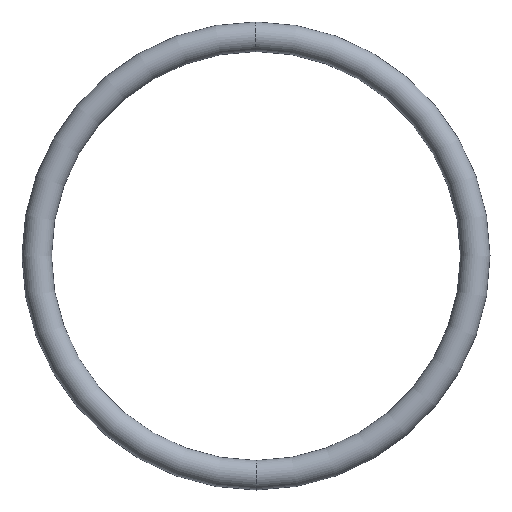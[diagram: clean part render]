
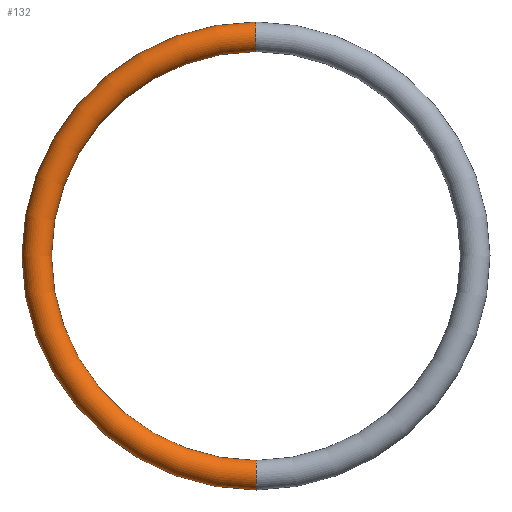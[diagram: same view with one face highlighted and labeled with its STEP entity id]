
A CAD part, left-side view. The second image highlights one B-rep face of the part: STEP entity #132.
In plain terms, the highlighted toroidal (fillet/blend) face has major radius 17.678 mm and minor radius 1.191 mm.
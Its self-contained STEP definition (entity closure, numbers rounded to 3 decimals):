
#9 = AXIS2_PLACEMENT_3D ( 'NONE', #165, #155, #71 ) ;
#12 = VERTEX_POINT ( 'NONE', #169 ) ;
#25 = VERTEX_POINT ( 'NONE', #122 ) ;
#29 = DIRECTION ( 'NONE',  ( 0., 0., -1. ) ) ;
#30 = CARTESIAN_POINT ( 'NONE',  ( 0., 0., -18.869 ) ) ;
#33 = CARTESIAN_POINT ( 'NONE',  ( 0., 0., 0. ) ) ;
#35 = CIRCLE ( 'NONE', #98, 16.488 ) ;
#39 = AXIS2_PLACEMENT_3D ( 'NONE', #190, #180, #29 ) ;
#41 = AXIS2_PLACEMENT_3D ( 'NONE', #55, #43, #59 ) ;
#43 = DIRECTION ( 'NONE',  ( 1., 0., 0. ) ) ;
#51 = CIRCLE ( 'NONE', #39, 1.191 ) ;
#55 = CARTESIAN_POINT ( 'NONE',  ( 0., 0., 0. ) ) ;
#57 = CARTESIAN_POINT ( 'NONE',  ( 0., 0., 0. ) ) ;
#59 = DIRECTION ( 'NONE',  ( 0., 0., -1. ) ) ;
#65 = CIRCLE ( 'NONE', #41, 18.869 ) ;
#66 = AXIS2_PLACEMENT_3D ( 'NONE', #57, #154, #143 ) ;
#69 = EDGE_CURVE ( 'NONE', #12, #188, #51, .T. ) ;
#71 = DIRECTION ( 'NONE',  ( 0., 0., 1. ) ) ;
#83 = EDGE_CURVE ( 'NONE', #188, #25, #65, .T. ) ;
#98 = AXIS2_PLACEMENT_3D ( 'NONE', #33, #106, #102 ) ;
#102 = DIRECTION ( 'NONE',  ( 0., 0., -1. ) ) ;
#106 = DIRECTION ( 'NONE',  ( 1., 0., 0. ) ) ;
#108 = TOROIDAL_SURFACE ( 'NONE', #66, 17.678, 1.191 ) ;
#112 = EDGE_CURVE ( 'NONE', #12, #163, #35, .T. ) ;
#122 = CARTESIAN_POINT ( 'NONE',  ( 0., 0., 18.869 ) ) ;
#123 = CARTESIAN_POINT ( 'NONE',  ( 0., 0., 16.488 ) ) ;
#126 = EDGE_CURVE ( 'NONE', #163, #25, #176, .T. ) ;
#132 = ADVANCED_FACE ( 'NONE', ( #193 ), #108, .T. ) ;
#136 = ORIENTED_EDGE ( 'NONE', *, *, #112, .T. ) ;
#143 = DIRECTION ( 'NONE',  ( 0., 0., -1. ) ) ;
#150 = EDGE_LOOP ( 'NONE', ( #187, #161, #136, #151 ) ) ;
#151 = ORIENTED_EDGE ( 'NONE', *, *, #126, .T. ) ;
#154 = DIRECTION ( 'NONE',  ( 1., 0., 0. ) ) ;
#155 = DIRECTION ( 'NONE',  ( 0., 1., 0. ) ) ;
#161 = ORIENTED_EDGE ( 'NONE', *, *, #69, .F. ) ;
#163 = VERTEX_POINT ( 'NONE', #123 ) ;
#165 = CARTESIAN_POINT ( 'NONE',  ( 0., 0., 17.678 ) ) ;
#169 = CARTESIAN_POINT ( 'NONE',  ( 0., 0., -16.488 ) ) ;
#176 = CIRCLE ( 'NONE', #9, 1.191 ) ;
#180 = DIRECTION ( 'NONE',  ( 0., -1., 0. ) ) ;
#187 = ORIENTED_EDGE ( 'NONE', *, *, #83, .F. ) ;
#188 = VERTEX_POINT ( 'NONE', #30 ) ;
#190 = CARTESIAN_POINT ( 'NONE',  ( 0., 0., -17.678 ) ) ;
#193 = FACE_OUTER_BOUND ( 'NONE', #150, .T. ) ;
